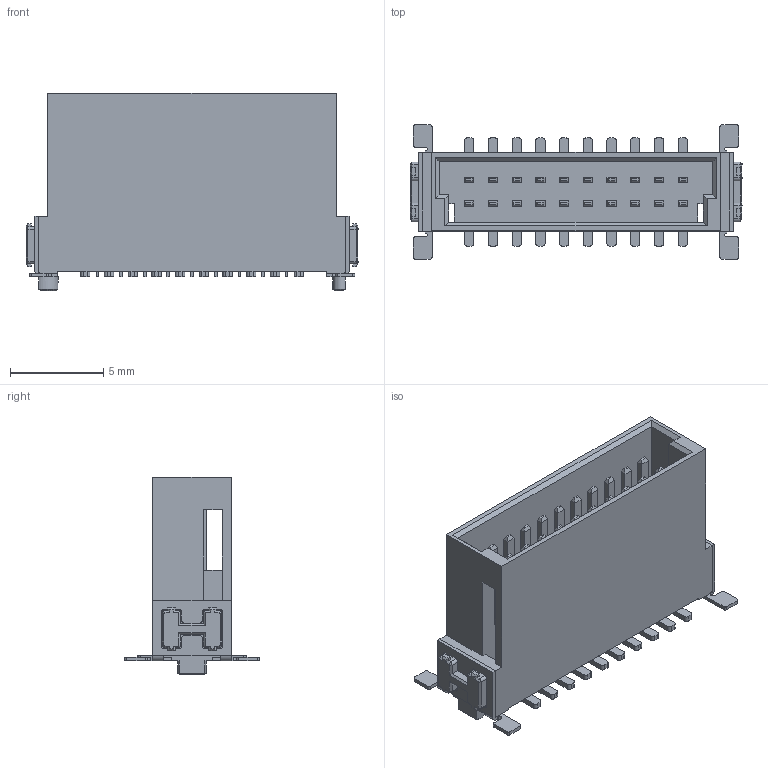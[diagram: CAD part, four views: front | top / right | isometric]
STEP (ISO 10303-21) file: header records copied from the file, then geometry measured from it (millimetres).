
FILE_DESCRIPTION((''),'2;1');
FILE_NAME('M55-7022042_ASM','2017-09-22T10:47:53',('sbennett'),(''),'CREO PARAMETRIC BY PTC INC, 2016510','CREO PARAMETRIC BY PTC INC, 2016510','');
FILE_SCHEMA(('CONFIG_CONTROL_DESIGN','SHAPE_APPEARANCE_LAYERS_GROUPS'));
Length unit declared in the file: millimetre
Products named in the file (4): M55-70220_MOULD; M55-702_CONTACT; M55-700_STRAP; M55-7022042_ASM
Assembly tree (23 placements, depth 2):
  M55-7022042_ASM
    M55-70220_MOULD
    M55-702_CONTACT  x20
    M55-700_STRAP  x2
Bounding box: 17.78 x 7.2 x 10.6 mm (x, y, z)
Volume: 426.1 mm3; surface area: 1421.3 mm2
Topology: 23 solids, 23 shells, 1455 faces, 3857 edges, 2392 vertices
Faces by surface type: plane 965, cylinder 391, bspline 80, cone 19
Entity records: 22202 total; most frequent: CARTESIAN_POINT 3100, ORIENTED_EDGE 2958, DIRECTION 2743, PRESENTATION_STYLE_ASSIGNMENT 1527, STYLED_ITEM 1482, CURVE_STYLE 1479, EDGE_CURVE 1479, VECTOR 1325
